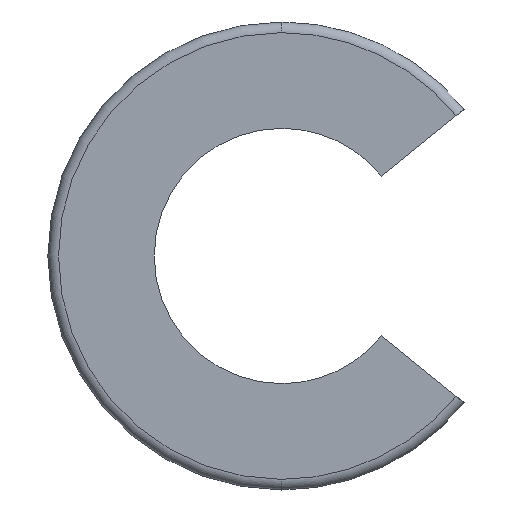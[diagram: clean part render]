
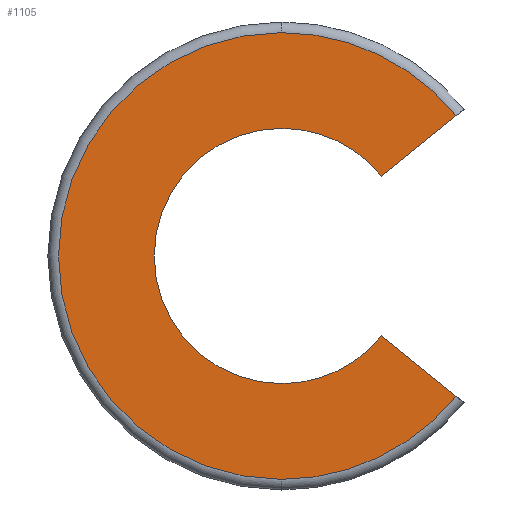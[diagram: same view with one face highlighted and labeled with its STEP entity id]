
A CAD part, left-side view. The second image highlights one B-rep face of the part: STEP entity #1105.
In plain terms, the highlighted planar face has unit normal (-1, 0, 0).
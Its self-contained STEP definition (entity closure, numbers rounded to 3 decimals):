
#7 = AXIS2_PLACEMENT_3D ( 'NONE', #667, #661, #659 ) ;
#46 = AXIS2_PLACEMENT_3D ( 'NONE', #275, #267, #266 ) ;
#55 = CIRCLE ( 'NONE', #817, 6. ) ;
#66 = CIRCLE ( 'NONE', #816, 10.5 ) ;
#68 = CIRCLE ( 'NONE', #818, 10.5 ) ;
#77 = CIRCLE ( 'NONE', #824, 10.5 ) ;
#78 = VECTOR ( 'NONE', #528, 1000. ) ;
#79 = LINE ( 'NONE', #530, #78 ) ;
#82 = VECTOR ( 'NONE', #535, 1000. ) ;
#84 = LINE ( 'NONE', #554, #82 ) ;
#90 = CIRCLE ( 'NONE', #827, 6. ) ;
#123 = ORIENTED_EDGE ( 'NONE', *, *, #850, .T. ) ;
#167 = ORIENTED_EDGE ( 'NONE', *, *, #1021, .T. ) ;
#173 = ORIENTED_EDGE ( 'NONE', *, *, #840, .T. ) ;
#245 = CARTESIAN_POINT ( 'NONE',  ( -16., 0., 6. ) ) ;
#265 = VERTEX_POINT ( 'NONE', #245 ) ;
#266 = DIRECTION ( 'NONE',  ( 0., 0., 1. ) ) ;
#267 = DIRECTION ( 'NONE',  ( -1., 0., 0. ) ) ;
#275 = CARTESIAN_POINT ( 'NONE',  ( -16., 0., 0. ) ) ;
#318 = VERTEX_POINT ( 'NONE', #565 ) ;
#320 = VERTEX_POINT ( 'NONE', #567 ) ;
#334 = VERTEX_POINT ( 'NONE', #569 ) ;
#342 = VERTEX_POINT ( 'NONE', #574 ) ;
#346 = VERTEX_POINT ( 'NONE', #575 ) ;
#386 = VERTEX_POINT ( 'NONE', #586 ) ;
#389 = CARTESIAN_POINT ( 'NONE',  ( -16., 0., -6. ) ) ;
#450 = DIRECTION ( 'NONE',  ( 0., 0., 1. ) ) ;
#451 = DIRECTION ( 'NONE',  ( -1., 0., 0. ) ) ;
#452 = CARTESIAN_POINT ( 'NONE',  ( -16., 0., 0. ) ) ;
#468 = DIRECTION ( 'NONE',  ( 0., 0., -1. ) ) ;
#469 = DIRECTION ( 'NONE',  ( -1., 0., 0. ) ) ;
#471 = DIRECTION ( 'NONE',  ( 0., 0., -1. ) ) ;
#472 = DIRECTION ( 'NONE',  ( -1., 0., 0. ) ) ;
#474 = CARTESIAN_POINT ( 'NONE',  ( -16., 0., 0. ) ) ;
#486 = CARTESIAN_POINT ( 'NONE',  ( -16., 0., 0. ) ) ;
#524 = DIRECTION ( 'NONE',  ( 0., 0., -1. ) ) ;
#525 = DIRECTION ( 'NONE',  ( -1., 0., 0. ) ) ;
#528 = DIRECTION ( 'NONE',  ( 0., 0.777, -0.629 ) ) ;
#529 = VERTEX_POINT ( 'NONE', #389 ) ;
#530 = CARTESIAN_POINT ( 'NONE',  ( -16., -4.684, 3.75 ) ) ;
#535 = DIRECTION ( 'NONE',  ( 0., -0.777, -0.629 ) ) ;
#536 = CARTESIAN_POINT ( 'NONE',  ( -16., 0., 0. ) ) ;
#554 = CARTESIAN_POINT ( 'NONE',  ( -16., -4.684, -3.75 ) ) ;
#555 = DIRECTION ( 'NONE',  ( 0., 0., 1. ) ) ;
#556 = DIRECTION ( 'NONE',  ( -1., 0., 0. ) ) ;
#559 = CARTESIAN_POINT ( 'NONE',  ( -16., 0., 0. ) ) ;
#565 = CARTESIAN_POINT ( 'NONE',  ( -16., -4.684, -3.75 ) ) ;
#567 = CARTESIAN_POINT ( 'NONE',  ( -16., -8.181, 6.582 ) ) ;
#569 = CARTESIAN_POINT ( 'NONE',  ( -16., -8.181, -6.582 ) ) ;
#574 = CARTESIAN_POINT ( 'NONE',  ( -16., 0., 10.5 ) ) ;
#575 = CARTESIAN_POINT ( 'NONE',  ( -16., -4.684, 3.75 ) ) ;
#586 = CARTESIAN_POINT ( 'NONE',  ( -16., 0., -10.5 ) ) ;
#659 = DIRECTION ( 'NONE',  ( 0., 0., -1. ) ) ;
#661 = DIRECTION ( 'NONE',  ( 1., 0., 0. ) ) ;
#664 = PLANE ( 'NONE',  #7 ) ;
#667 = CARTESIAN_POINT ( 'NONE',  ( -16., 6., 0. ) ) ;
#722 = ORIENTED_EDGE ( 'NONE', *, *, #837, .F. ) ;
#723 = ORIENTED_EDGE ( 'NONE', *, *, #1082, .F. ) ;
#724 = ORIENTED_EDGE ( 'NONE', *, *, #1028, .F. ) ;
#725 = ORIENTED_EDGE ( 'NONE', *, *, #831, .F. ) ;
#729 = EDGE_LOOP ( 'NONE', ( #173, #123, #167, #722, #723, #724, #725, #736 ) ) ;
#736 = ORIENTED_EDGE ( 'NONE', *, *, #839, .F. ) ;
#816 = AXIS2_PLACEMENT_3D ( 'NONE', #486, #469, #468 ) ;
#817 = AXIS2_PLACEMENT_3D ( 'NONE', #452, #451, #450 ) ;
#818 = AXIS2_PLACEMENT_3D ( 'NONE', #474, #472, #471 ) ;
#824 = AXIS2_PLACEMENT_3D ( 'NONE', #536, #525, #524 ) ;
#827 = AXIS2_PLACEMENT_3D ( 'NONE', #559, #556, #555 ) ;
#831 = EDGE_CURVE ( 'NONE', #346, #265, #90, .T. ) ;
#837 = EDGE_CURVE ( 'NONE', #318, #334, #84, .T. ) ;
#839 = EDGE_CURVE ( 'NONE', #320, #346, #79, .T. ) ;
#840 = EDGE_CURVE ( 'NONE', #320, #342, #77, .T. ) ;
#850 = EDGE_CURVE ( 'NONE', #342, #386, #68, .T. ) ;
#932 = FACE_OUTER_BOUND ( 'NONE', #729, .T. ) ;
#963 = CIRCLE ( 'NONE', #46, 6. ) ;
#1021 = EDGE_CURVE ( 'NONE', #386, #334, #66, .T. ) ;
#1028 = EDGE_CURVE ( 'NONE', #265, #529, #55, .T. ) ;
#1082 = EDGE_CURVE ( 'NONE', #529, #318, #963, .T. ) ;
#1105 = ADVANCED_FACE ( 'NONE', ( #932 ), #664, .F. ) ;
